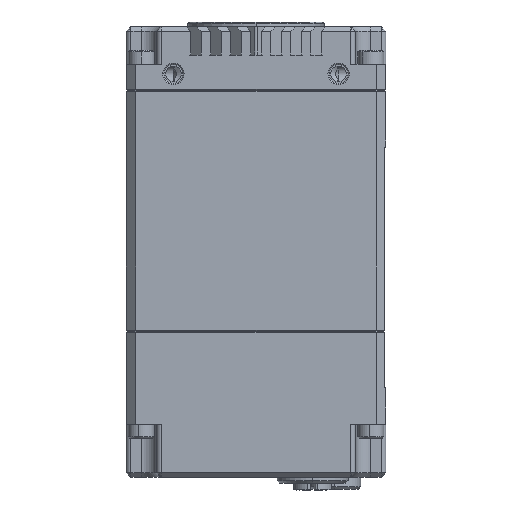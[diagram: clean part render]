
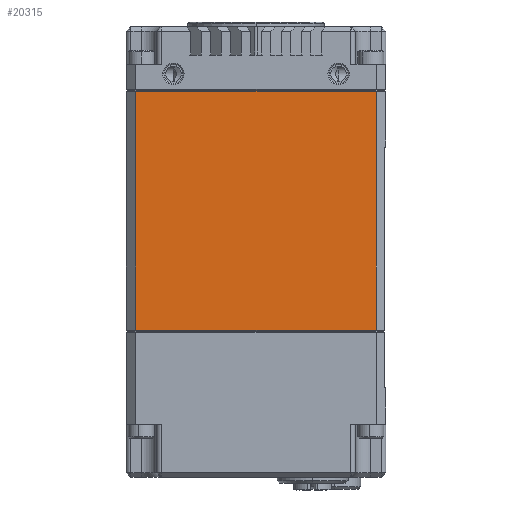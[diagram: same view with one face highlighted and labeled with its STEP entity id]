
A CAD part, left-side view. The second image highlights one B-rep face of the part: STEP entity #20315.
In plain terms, the highlighted planar face has unit normal (-1, 0, 0).
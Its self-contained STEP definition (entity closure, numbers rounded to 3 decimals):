
#573 = EDGE_CURVE ( 'Defeatured_137+Defeatured_139+Defeatured_1327+Defeatured_1321', #23095, #9085, #5715, .T. ) ;
#675 = CARTESIAN_POINT ( 'NONE',  ( -27.5, -27.5, 31.2 ) ) ;
#2378 = CARTESIAN_POINT ( 'NONE',  ( -27.5, -25.5, 82. ) ) ;
#2513 = CARTESIAN_POINT ( 'NONE',  ( -27.5, -27.5, 81.8 ) ) ;
#4068 = VECTOR ( 'NONE', #19811, 1000. ) ;
#4704 = EDGE_LOOP ( 'NONE', ( #39873, #9692, #10968, #18650 ) ) ;
#4789 = FACE_OUTER_BOUND ( 'NONE', #4704, .T. ) ;
#4798 = CARTESIAN_POINT ( 'NONE',  ( -27.5, -25.5, 81.8 ) ) ;
#5715 = LINE ( 'NONE', #2378, #40178 ) ;
#5717 = EDGE_CURVE ( 'Defeatured_137+Defeatured_1321+Defeatured_139+Defeatured_1312', #9085, #27646, #13260, .T. ) ;
#9085 = VERTEX_POINT ( 'NONE', #4798 ) ;
#9692 = ORIENTED_EDGE ( 'NONE', *, *, #5717, .T. ) ;
#10968 = ORIENTED_EDGE ( 'NONE', *, *, #37668, .T. ) ;
#13260 = LINE ( 'NONE', #2513, #27288 ) ;
#13604 = LINE ( 'NONE', #34563, #25169 ) ;
#13988 = AXIS2_PLACEMENT_3D ( 'NONE', #27202, #40568, #31786 ) ;
#14602 = LINE ( 'NONE', #675, #4068 ) ;
#17961 = VERTEX_POINT ( 'NONE', #39808 ) ;
#18650 = ORIENTED_EDGE ( 'NONE', *, *, #24917, .T. ) ;
#19811 = DIRECTION ( 'NONE',  ( 0., -1., 0. ) ) ;
#20315 = ADVANCED_FACE ( 'Defeatured_137', ( #4789 ), #24841, .F. ) ;
#23095 = VERTEX_POINT ( 'NONE', #24119 ) ;
#24119 = CARTESIAN_POINT ( 'NONE',  ( -27.5, -25.5, 31.2 ) ) ;
#24841 = PLANE ( 'NONE',  #13988 ) ;
#24917 = EDGE_CURVE ( 'Defeatured_137+Defeatured_1327+Defeatured_1312+Defeatured_139', #17961, #23095, #14602, .T. ) ;
#25169 = VECTOR ( 'NONE', #37626, 1000. ) ;
#27202 = CARTESIAN_POINT ( 'NONE',  ( -27.5, -27.5, 82. ) ) ;
#27288 = VECTOR ( 'NONE', #34543, 1000. ) ;
#27646 = VERTEX_POINT ( 'NONE', #40695 ) ;
#28800 = DIRECTION ( 'NONE',  ( 0., 0., 1. ) ) ;
#31786 = DIRECTION ( 'NONE',  ( 0., 0., -1. ) ) ;
#34543 = DIRECTION ( 'NONE',  ( 0., 1., 0. ) ) ;
#34563 = CARTESIAN_POINT ( 'NONE',  ( -27.5, 25.5, 82. ) ) ;
#37626 = DIRECTION ( 'NONE',  ( 0., 0., -1. ) ) ;
#37668 = EDGE_CURVE ( 'Defeatured_137+Defeatured_1312+Defeatured_1321+Defeatured_1327', #27646, #17961, #13604, .T. ) ;
#39808 = CARTESIAN_POINT ( 'NONE',  ( -27.5, 25.5, 31.2 ) ) ;
#39873 = ORIENTED_EDGE ( 'NONE', *, *, #573, .T. ) ;
#40178 = VECTOR ( 'NONE', #28800, 1000. ) ;
#40568 = DIRECTION ( 'NONE',  ( 1., 0., 0. ) ) ;
#40695 = CARTESIAN_POINT ( 'NONE',  ( -27.5, 25.5, 81.8 ) ) ;
